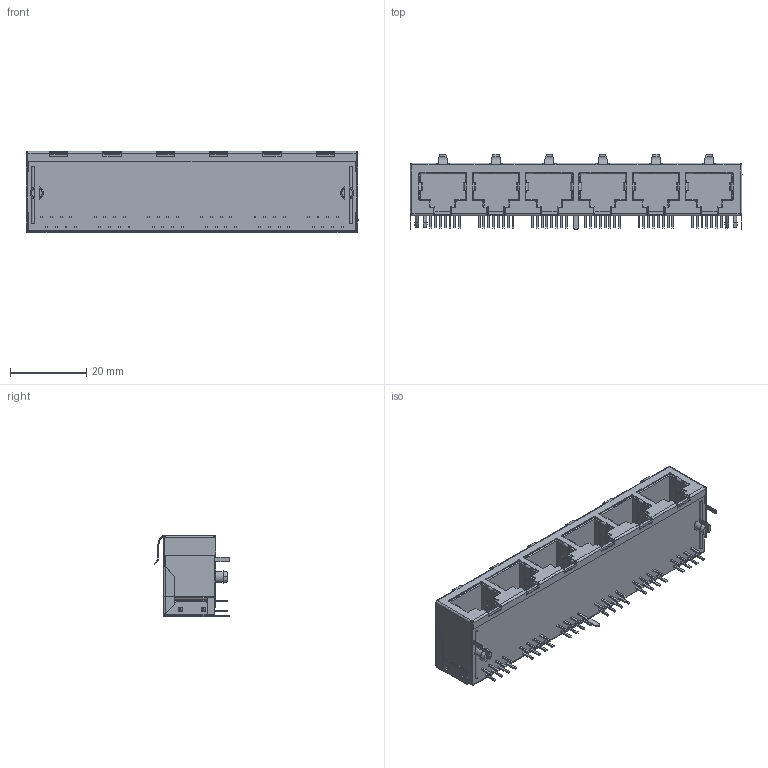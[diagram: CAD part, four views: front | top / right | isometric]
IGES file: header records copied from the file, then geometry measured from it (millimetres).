
Start section: SolidWorks IGES file using analytic representation for surfaces
Global section: file name: GSGX-NS2-688-457.IGS; native system: SolidWorks 2020; preprocessor: SolidWorks 2020; author: Dan; date: 200331.081715; units: millimetre
Bounding box: 87 x 19.75 x 21.27 mm (x, y, z)
Surface area: 18161.4 mm2 (no closed solid volume)
Topology: 0 solids, 0 shells, 1171 faces, 8248 edges, 8244 vertices
Faces by surface type: bspline 783, revolution 388
